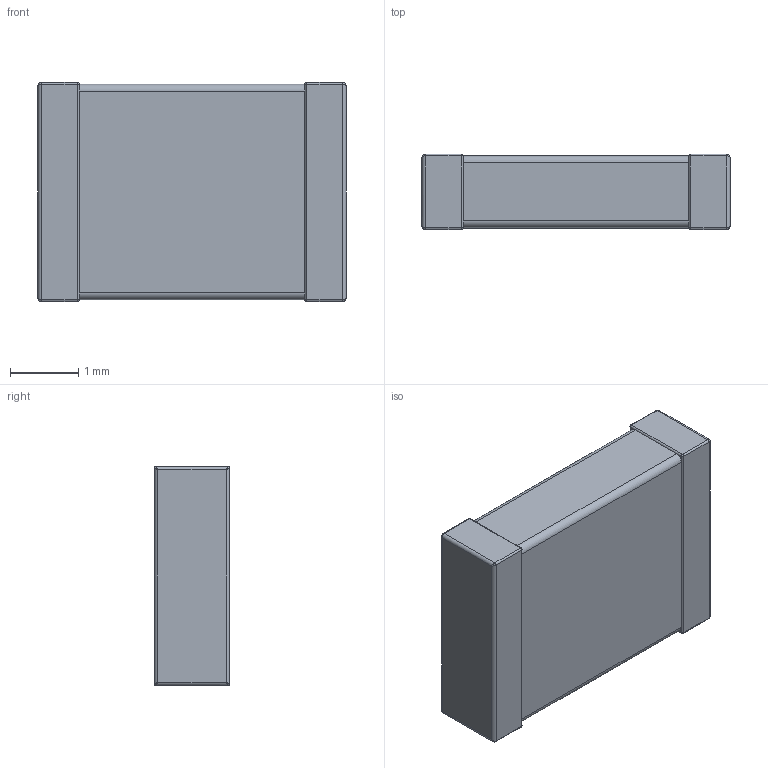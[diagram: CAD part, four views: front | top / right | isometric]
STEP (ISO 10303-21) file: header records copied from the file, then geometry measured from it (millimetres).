
FILE_DESCRIPTION (( 'STEP AP214' ), '1' );
FILE_NAME ('CAP 1812-1.1mm.STEP', '2017-01-06T09:06:38', ( '' ), ( '' ), 'SwSTEP 2.0', 'SolidWorks 2016', '' );
FILE_SCHEMA (( 'AUTOMOTIVE_DESIGN' ));
Length unit declared in the file: millimetre
Products named in the file (1): CAP 1812-1.1mm
Bounding box: 4.5 x 1.1 x 3.2 mm (x, y, z)
Volume: 15.1 mm3; surface area: 44.3 mm2
Topology: 1 solids, 1 shells, 66 faces, 144 edges, 64 vertices
Faces by surface type: cylinder 28, plane 22, bspline 8, sphere 8
Entity records: 2376 total; most frequent: CARTESIAN_POINT 443, DIRECTION 270, ORIENTED_EDGE 256, EDGE_CURVE 128, AXIS2_PLACEMENT_3D 99, VECTOR 72, LINE 72, EDGE_LOOP 66
